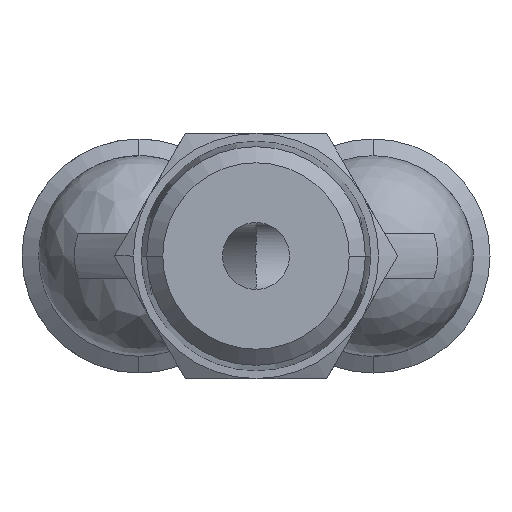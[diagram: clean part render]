
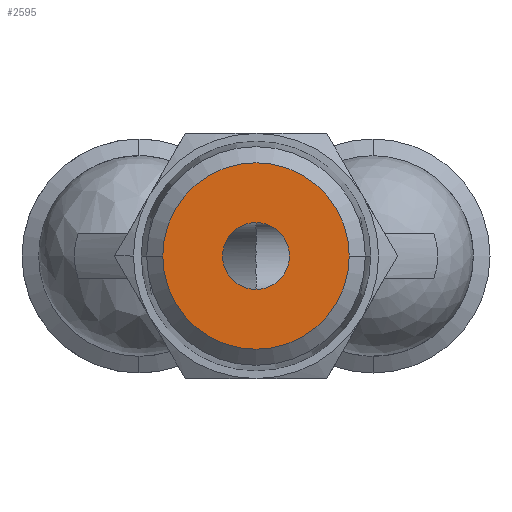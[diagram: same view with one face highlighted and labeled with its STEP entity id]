
A CAD part, front view. The second image highlights one B-rep face of the part: STEP entity #2595.
In plain terms, the highlighted planar face has unit normal (0, -1, 0).
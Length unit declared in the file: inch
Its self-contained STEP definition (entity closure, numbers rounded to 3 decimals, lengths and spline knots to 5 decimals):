
#34 = FACE_BOUND ( 'NONE', #5902, .T. ) ;
#152 = VERTEX_POINT ( 'NONE', #3855 ) ;
#181 = CARTESIAN_POINT ( 'NONE',  ( 0.16474, -0.5315, 0. ) ) ;
#323 = PLANE ( 'NONE',  #3490 ) ;
#367 = ORIENTED_EDGE ( 'NONE', *, *, #4071, .T. ) ;
#519 = CARTESIAN_POINT ( 'NONE',  ( 0., -0.5315, 0. ) ) ;
#1027 = DIRECTION ( 'NONE',  ( -1., 0., 0. ) ) ;
#1385 = FACE_OUTER_BOUND ( 'NONE', #1417, .T. ) ;
#1417 = EDGE_LOOP ( 'NONE', ( #4278, #2115 ) ) ;
#1962 = DIRECTION ( 'NONE',  ( 0., -1., 0. ) ) ;
#2082 = EDGE_CURVE ( 'NONE', #2885, #2776, #2782, .T. ) ;
#2104 = VERTEX_POINT ( 'NONE', #2190 ) ;
#2115 = ORIENTED_EDGE ( 'NONE', *, *, #2256, .F. ) ;
#2171 = CIRCLE ( 'NONE', #6210, 0.16474 ) ;
#2190 = CARTESIAN_POINT ( 'NONE',  ( 0.05906, -0.5315, 0. ) ) ;
#2248 = DIRECTION ( 'NONE',  ( 0., 1., 0. ) ) ;
#2256 = EDGE_CURVE ( 'NONE', #2776, #2885, #2171, .T. ) ;
#2264 = CIRCLE ( 'NONE', #3635, 0.05906 ) ;
#2483 = CIRCLE ( 'NONE', #3235, 0.05906 ) ;
#2595 = ADVANCED_FACE ( 'NONE', ( #34, #1385 ), #323, .T. ) ;
#2776 = VERTEX_POINT ( 'NONE', #181 ) ;
#2782 = CIRCLE ( 'NONE', #4356, 0.16474 ) ;
#2885 = VERTEX_POINT ( 'NONE', #4015 ) ;
#3044 = DIRECTION ( 'NONE',  ( 0., 1., 0. ) ) ;
#3169 = DIRECTION ( 'NONE',  ( 0., 1., 0. ) ) ;
#3235 = AXIS2_PLACEMENT_3D ( 'NONE', #6316, #3169, #6787 ) ;
#3490 = AXIS2_PLACEMENT_3D ( 'NONE', #5131, #1962, #5669 ) ;
#3635 = AXIS2_PLACEMENT_3D ( 'NONE', #6196, #3044, #6686 ) ;
#3670 = ORIENTED_EDGE ( 'NONE', *, *, #6532, .T. ) ;
#3855 = CARTESIAN_POINT ( 'NONE',  ( -0.05906, -0.5315, 0. ) ) ;
#4015 = CARTESIAN_POINT ( 'NONE',  ( -0.16474, -0.5315, 0. ) ) ;
#4071 = EDGE_CURVE ( 'NONE', #152, #2104, #2483, .T. ) ;
#4236 = DIRECTION ( 'NONE',  ( 0., 1., 0. ) ) ;
#4278 = ORIENTED_EDGE ( 'NONE', *, *, #2082, .F. ) ;
#4356 = AXIS2_PLACEMENT_3D ( 'NONE', #519, #4236, #1027 ) ;
#5131 = CARTESIAN_POINT ( 'NONE',  ( -0.08237, -0.5315, 0. ) ) ;
#5428 = CARTESIAN_POINT ( 'NONE',  ( 0., -0.5315, 0. ) ) ;
#5669 = DIRECTION ( 'NONE',  ( 0., 0., -1. ) ) ;
#5902 = EDGE_LOOP ( 'NONE', ( #367, #3670 ) ) ;
#5962 = DIRECTION ( 'NONE',  ( -1., 0., 0. ) ) ;
#6196 = CARTESIAN_POINT ( 'NONE',  ( 0., -0.5315, 0. ) ) ;
#6210 = AXIS2_PLACEMENT_3D ( 'NONE', #5428, #2248, #5962 ) ;
#6316 = CARTESIAN_POINT ( 'NONE',  ( 0., -0.5315, 0. ) ) ;
#6532 = EDGE_CURVE ( 'NONE', #2104, #152, #2264, .T. ) ;
#6686 = DIRECTION ( 'NONE',  ( -1., 0., 0. ) ) ;
#6787 = DIRECTION ( 'NONE',  ( -1., 0., 0. ) ) ;
